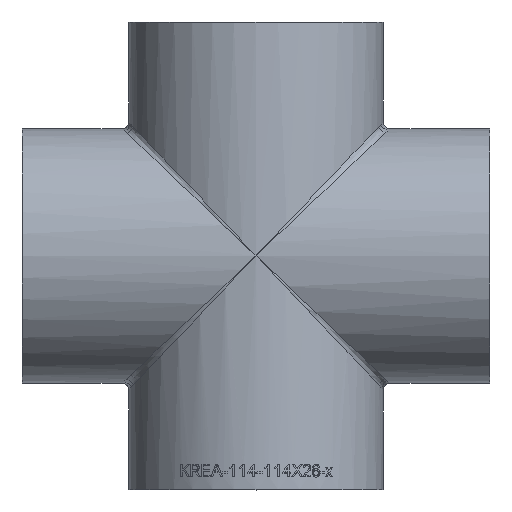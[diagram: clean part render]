
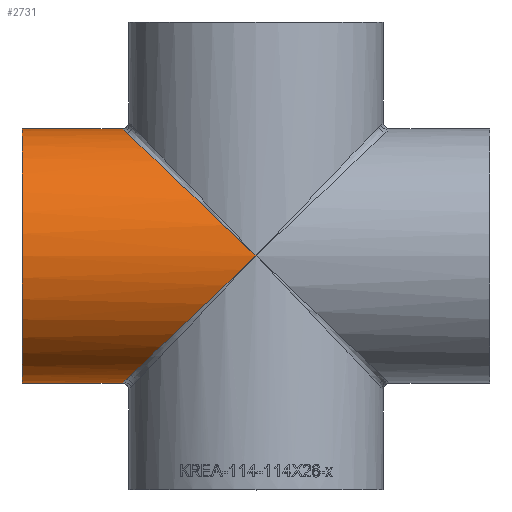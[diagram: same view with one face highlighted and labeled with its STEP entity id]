
A CAD part, top view. The second image highlights one B-rep face of the part: STEP entity #2731.
In plain terms, the highlighted cylindrical face has radius 57.15 mm (diameter 114.3 mm), a full revolution.
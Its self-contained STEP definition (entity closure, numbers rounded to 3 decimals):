
#213 = CARTESIAN_POINT ( 'NONE',  ( -105., 0., 57.15 ) ) ;
#1626 = VERTEX_POINT ( 'NONE', #18652 ) ;
#1710 = EDGE_CURVE ( 'NONE', #1626, #18782, #19094, .T. ) ;
#2731 = ADVANCED_FACE ( 'NONE', ( #6189, #11972 ), #18075, .T. ) ;
#3771 = CARTESIAN_POINT ( 'NONE',  ( -120.3, -114.3, -57.15 ) ) ;
#5258 = CARTESIAN_POINT ( 'NONE',  ( 0., 0., -57.15 ) ) ;
#5524 = ORIENTED_EDGE ( 'NONE', *, *, #1710, .T. ) ;
#6189 = FACE_OUTER_BOUND ( 'NONE', #11549, .T. ) ;
#6300 = VERTEX_POINT ( 'NONE', #213 ) ;
#7596 = CARTESIAN_POINT ( 'NONE',  ( 0., 0., 57.15 ) ) ;
#7792 = CIRCLE ( 'NONE', #10960, 57.15 ) ;
#8178 = EDGE_CURVE ( 'NONE', #18782, #1626, #19699, .T. ) ;
#8792 = DIRECTION ( 'NONE',  ( 0., 0., 1. ) ) ;
#8985 = CARTESIAN_POINT ( 'NONE',  ( 0., 0., -57.15 ) ) ;
#9084 = DIRECTION ( 'NONE',  ( -1., 0., 0. ) ) ;
#9169 = DIRECTION ( 'NONE',  ( 0., 0., 1. ) ) ;
#10564 = CARTESIAN_POINT ( 'NONE',  ( -105., 0., 0. ) ) ;
#10667 = DIRECTION ( 'NONE',  ( -1., 0., 0. ) ) ;
#10831 = CARTESIAN_POINT ( 'NONE',  ( 0., 0., 57.15 ) ) ;
#10856 = CARTESIAN_POINT ( 'NONE',  ( -120.3, 114.3, -57.15 ) ) ;
#10959 = CARTESIAN_POINT ( 'NONE',  ( 0., 0., -57.15 ) ) ;
#10960 = AXIS2_PLACEMENT_3D ( 'NONE', #10564, #10667, #9169 ) ;
#11549 = EDGE_LOOP ( 'NONE', ( #19449 ) ) ;
#11972 = FACE_OUTER_BOUND ( 'NONE', #16586, .T. ) ;
#12672 = EDGE_CURVE ( 'NONE', #6300, #6300, #7792, .T. ) ;
#13692 = CARTESIAN_POINT ( 'NONE',  ( 105., 0., 0. ) ) ;
#14178 = ORIENTED_EDGE ( 'NONE', *, *, #8178, .T. ) ;
#14455 = AXIS2_PLACEMENT_3D ( 'NONE', #13692, #9084, #8792 ) ;
#15369 = CARTESIAN_POINT ( 'NONE',  ( -120.3, 114.3, 57.15 ) ) ;
#16586 = EDGE_LOOP ( 'NONE', ( #14178, #5524 ) ) ;
#17475 = CARTESIAN_POINT ( 'NONE',  ( -120.3, -114.3, 57.15 ) ) ;
#18075 = CYLINDRICAL_SURFACE ( 'NONE', #14455, 57.15 ) ;
#18652 = CARTESIAN_POINT ( 'NONE',  ( 0., 0., 57.15 ) ) ;
#18782 = VERTEX_POINT ( 'NONE', #8985 ) ;
#19094 =( BOUNDED_CURVE ( )  B_SPLINE_CURVE ( 3, ( #7596, #15369, #10856, #10959 ),
 .UNSPECIFIED., .F., .F. ) 
 B_SPLINE_CURVE_WITH_KNOTS ( ( 4, 4 ),
 ( 4.712, 7.854 ),
 .UNSPECIFIED. ) 
 CURVE ( )  GEOMETRIC_REPRESENTATION_ITEM ( )  RATIONAL_B_SPLINE_CURVE ( ( 1., 0.333, 0.333, 1. ) ) 
 REPRESENTATION_ITEM ( '' )  );
#19449 = ORIENTED_EDGE ( 'NONE', *, *, #12672, .F. ) ;
#19699 =( BOUNDED_CURVE ( )  B_SPLINE_CURVE ( 3, ( #5258, #3771, #17475, #10831 ),
 .UNSPECIFIED., .F., .F. ) 
 B_SPLINE_CURVE_WITH_KNOTS ( ( 4, 4 ),
 ( 4.712, 7.854 ),
 .UNSPECIFIED. ) 
 CURVE ( )  GEOMETRIC_REPRESENTATION_ITEM ( )  RATIONAL_B_SPLINE_CURVE ( ( 1., 0.333, 0.333, 1. ) ) 
 REPRESENTATION_ITEM ( '' )  );
